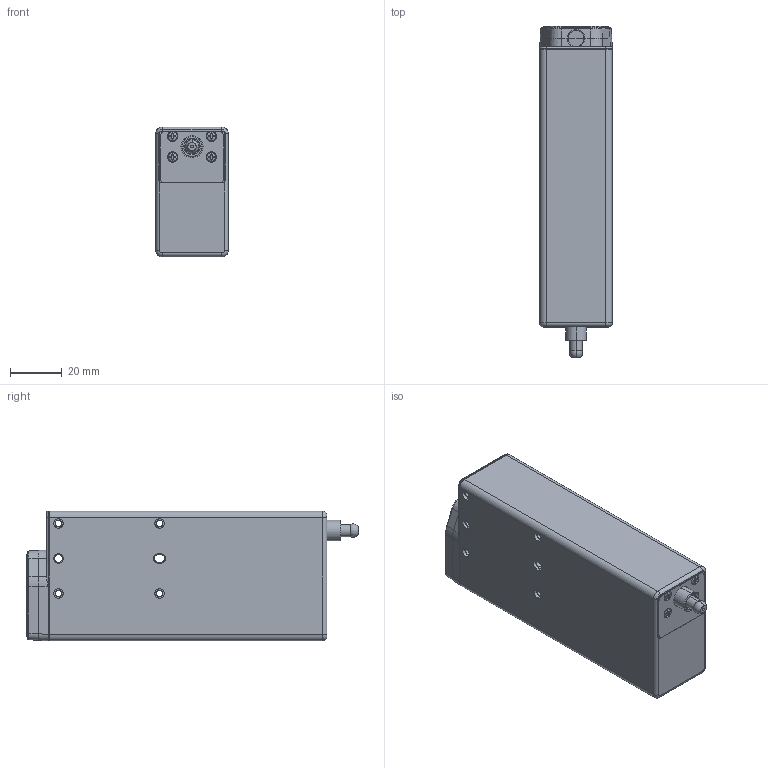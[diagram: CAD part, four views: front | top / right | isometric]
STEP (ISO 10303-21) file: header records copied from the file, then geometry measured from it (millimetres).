
FILE_DESCRIPTION (( 'STEP AP203' ), '1' );
FILE_NAME ('SP20-20-010-C1.STEP', '2023-10-13T05:46:01', ( 'Microsoft' ), ( 'Microsoft' ), 'SwSTEP 2.0', 'SolidWorks 2021', '' );
FILE_SCHEMA (( 'CONFIG_CONTROL_DESIGN' ));
Length unit declared in the file: millimetre
Products named in the file (1): SP20-20-010-C1
Bounding box: 28 x 128 x 50 mm (x, y, z)
Surface area: 31156 mm2 (no closed solid volume)
Topology: 0 solids, 14 shells, 401 faces, 1462 edges, 1061 vertices
Faces by surface type: plane 158, cylinder 115, bspline 56, cone 50, torus 14, sphere 8
Entity records: 18459 total; most frequent: CARTESIAN_POINT 6346, DIRECTION 2399, ORIENTED_EDGE 2292, EDGE_CURVE 1462, VERTEX_POINT 1061, VECTOR 803, LINE 803, AXIS2_PLACEMENT_3D 798
